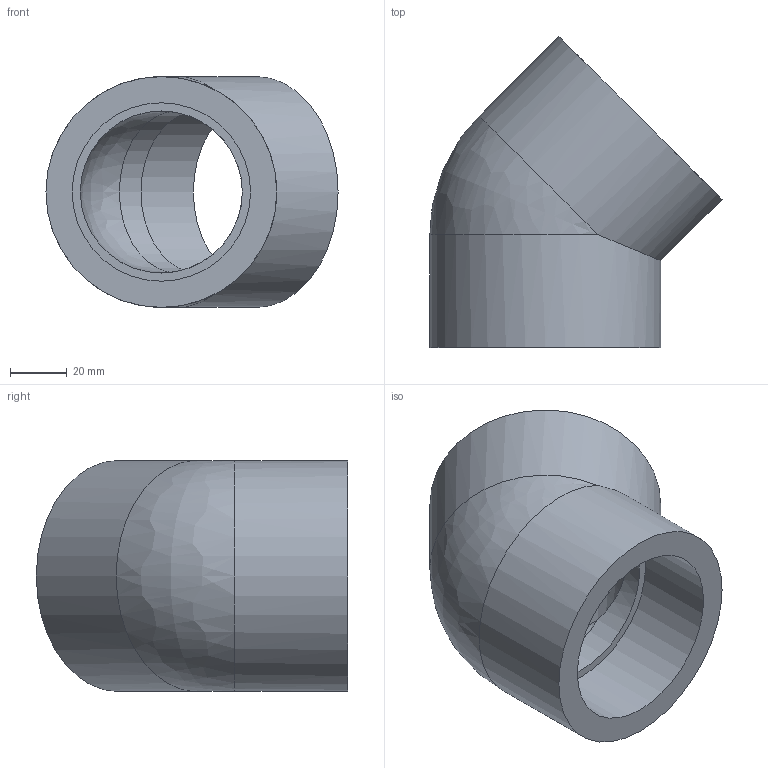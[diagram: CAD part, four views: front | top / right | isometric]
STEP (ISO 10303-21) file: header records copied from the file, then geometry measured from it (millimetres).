
FILE_DESCRIPTION(/* description */ ('PE 45° Elbow for socket welding, Ø63, PN16'),/* implementation_level */ '2;1');
FILE_NAME(/* name */ 'HIE-RC-063',/* time_stamp */ '2023-01-10T10:02:11+01:00',/* author */ ('COAB Solutions'),/* organization */ ('GPA Flowsystem'),/* preprocessor_version */ 'www.coabsolutions.com - creating and organizing all your 3D drawings',/* originating_system */ 'Autodesk Inventor 2021',/* authorisation */ '');
FILE_SCHEMA (('AUTOMOTIVE_DESIGN { 1 0 10303 214 3 1 1 }'));
Length unit declared in the file: millimetre
Products named in the file (1): HIE-RC-063
Bounding box: 103.15 x 109.9 x 81.5 mm (x, y, z)
Volume: 217471.8 mm3; surface area: 47344.5 mm2
Topology: 1 solids, 1 shells, 12 faces, 27 edges, 15 vertices
Faces by surface type: cylinder 6, plane 4, bspline 2
Full cylindrical faces by diameter (mm): 57.2 x2, 63 x2, 81.5 x2
Entity records: 393 total; most frequent: CARTESIAN_POINT 91, DIRECTION 62, ORIENTED_EDGE 46, AXIS2_PLACEMENT_3D 28, EDGE_CURVE 23, EDGE_LOOP 16, VERTEX_POINT 15, CIRCLE 14
